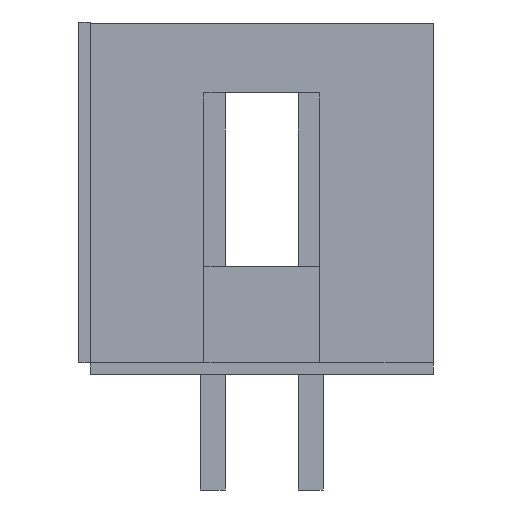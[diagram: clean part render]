
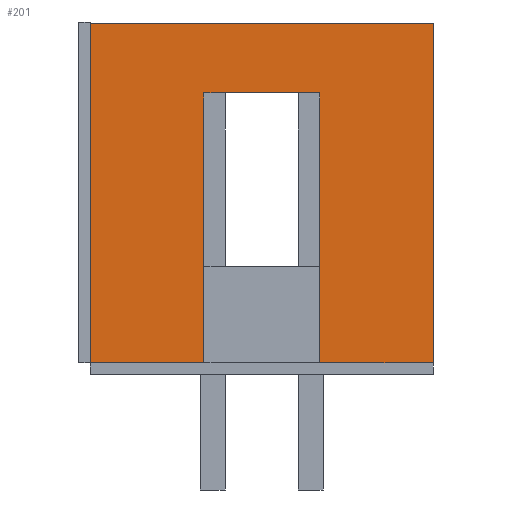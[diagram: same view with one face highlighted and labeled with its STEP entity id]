
A CAD part, left-side view. The second image highlights one B-rep face of the part: STEP entity #201.
In plain terms, the highlighted planar face has unit normal (-1, 0, 0).
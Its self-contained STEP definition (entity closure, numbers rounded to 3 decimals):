
#201 = ADVANCED_FACE ( 'NONE', ( #4356 ), #4671, .F. ) ;
#1332 = EDGE_CURVE ( 'NONE', #4152, #4151, #5060, .T. ) ;
#1348 = EDGE_CURVE ( 'NONE', #4163, #4162, #5076, .T. ) ;
#1352 = EDGE_CURVE ( 'NONE', #4151, #4166, #5886, .T. ) ;
#1363 = EDGE_CURVE ( 'NONE', #4175, #4163, #5897, .T. ) ;
#1364 = EDGE_CURVE ( 'NONE', #4176, #4162, #5898, .T. ) ;
#1365 = EDGE_CURVE ( 'NONE', #4152, #4176, #5899, .T. ) ;
#1366 = EDGE_CURVE ( 'NONE', #4166, #4177, #5900, .T. ) ;
#1367 = EDGE_CURVE ( 'NONE', #4177, #4175, #5901, .T. ) ;
#2300 = EDGE_LOOP ( 'NONE', ( #2466, #2467, #2465, #2469, #2468, #2471, #2470, #2473 ) ) ;
#2465 = ORIENTED_EDGE ( 'NONE', *, *, #1364, .F. ) ;
#2466 = ORIENTED_EDGE ( 'NONE', *, *, #1363, .T. ) ;
#2467 = ORIENTED_EDGE ( 'NONE', *, *, #1348, .T. ) ;
#2468 = ORIENTED_EDGE ( 'NONE', *, *, #1332, .T. ) ;
#2469 = ORIENTED_EDGE ( 'NONE', *, *, #1365, .F. ) ;
#2470 = ORIENTED_EDGE ( 'NONE', *, *, #1366, .T. ) ;
#2471 = ORIENTED_EDGE ( 'NONE', *, *, #1352, .T. ) ;
#2473 = ORIENTED_EDGE ( 'NONE', *, *, #1367, .T. ) ;
#4151 = VERTEX_POINT ( 'NONE', #10823 ) ;
#4152 = VERTEX_POINT ( 'NONE', #10824 ) ;
#4162 = VERTEX_POINT ( 'NONE', #10834 ) ;
#4163 = VERTEX_POINT ( 'NONE', #10835 ) ;
#4166 = VERTEX_POINT ( 'NONE', #10838 ) ;
#4175 = VERTEX_POINT ( 'NONE', #10847 ) ;
#4176 = VERTEX_POINT ( 'NONE', #10848 ) ;
#4177 = VERTEX_POINT ( 'NONE', #10849 ) ;
#4356 = FACE_OUTER_BOUND ( 'NONE', #2300, .T. ) ;
#4671 = PLANE ( 'NONE',  #16702 ) ;
#4672 = CARTESIAN_POINT ( 'NONE',  ( 0., 0., 8.8 ) ) ;
#4673 = DIRECTION ( 'NONE',  ( 1., 0., 0. ) ) ;
#4674 = DIRECTION ( 'NONE',  ( 0., 0., -1. ) ) ;
#5060 = LINE ( 'NONE', #5698, #5710 ) ;
#5076 = LINE ( 'NONE', #5794, #5726 ) ;
#5698 = CARTESIAN_POINT ( 'NONE',  ( 0., 8.9, 8.8 ) ) ;
#5699 = DIRECTION ( 'NONE',  ( 0., 0., -1. ) ) ;
#5710 = VECTOR ( 'NONE', #5699, 1000. ) ;
#5726 = VECTOR ( 'NONE', #5795, 1000. ) ;
#5730 = VECTOR ( 'NONE', #5803, 1000. ) ;
#5741 = VECTOR ( 'NONE', #5825, 1000. ) ;
#5742 = VECTOR ( 'NONE', #5827, 1000. ) ;
#5743 = VECTOR ( 'NONE', #5829, 1000. ) ;
#5744 = VECTOR ( 'NONE', #5831, 1000. ) ;
#5745 = VECTOR ( 'NONE', #5833, 1000. ) ;
#5794 = CARTESIAN_POINT ( 'NONE',  ( 0., 0., 0. ) ) ;
#5795 = DIRECTION ( 'NONE',  ( 0., -1., 0. ) ) ;
#5802 = CARTESIAN_POINT ( 'NONE',  ( 0., 0., 0. ) ) ;
#5803 = DIRECTION ( 'NONE',  ( 0., -1., 0. ) ) ;
#5824 = CARTESIAN_POINT ( 'NONE',  ( 0., 2.95, 8.8 ) ) ;
#5825 = DIRECTION ( 'NONE',  ( 0., 0., -1. ) ) ;
#5826 = CARTESIAN_POINT ( 'NONE',  ( 0., 0., 8.8 ) ) ;
#5827 = DIRECTION ( 'NONE',  ( 0., 0., -1. ) ) ;
#5828 = CARTESIAN_POINT ( 'NONE',  ( 0., 0., 8.8 ) ) ;
#5829 = DIRECTION ( 'NONE',  ( 0., -1., 0. ) ) ;
#5830 = CARTESIAN_POINT ( 'NONE',  ( 0., 5.95, 8.8 ) ) ;
#5831 = DIRECTION ( 'NONE',  ( 0., 0., 1. ) ) ;
#5832 = CARTESIAN_POINT ( 'NONE',  ( 0., 0., 7. ) ) ;
#5833 = DIRECTION ( 'NONE',  ( 0., -1., 0. ) ) ;
#5886 = LINE ( 'NONE', #5802, #5730 ) ;
#5897 = LINE ( 'NONE', #5824, #5741 ) ;
#5898 = LINE ( 'NONE', #5826, #5742 ) ;
#5899 = LINE ( 'NONE', #5828, #5743 ) ;
#5900 = LINE ( 'NONE', #5830, #5744 ) ;
#5901 = LINE ( 'NONE', #5832, #5745 ) ;
#10823 = CARTESIAN_POINT ( 'NONE',  ( 0., 8.9, 0. ) ) ;
#10824 = CARTESIAN_POINT ( 'NONE',  ( 0., 8.9, 8.8 ) ) ;
#10834 = CARTESIAN_POINT ( 'NONE',  ( 0., 0., 0. ) ) ;
#10835 = CARTESIAN_POINT ( 'NONE',  ( 0., 2.95, 0. ) ) ;
#10838 = CARTESIAN_POINT ( 'NONE',  ( 0., 5.95, 0. ) ) ;
#10847 = CARTESIAN_POINT ( 'NONE',  ( 0., 2.95, 7. ) ) ;
#10848 = CARTESIAN_POINT ( 'NONE',  ( 0., 0., 8.8 ) ) ;
#10849 = CARTESIAN_POINT ( 'NONE',  ( 0., 5.95, 7. ) ) ;
#16702 = AXIS2_PLACEMENT_3D ( 'NONE', #4672, #4673, #4674 ) ;
